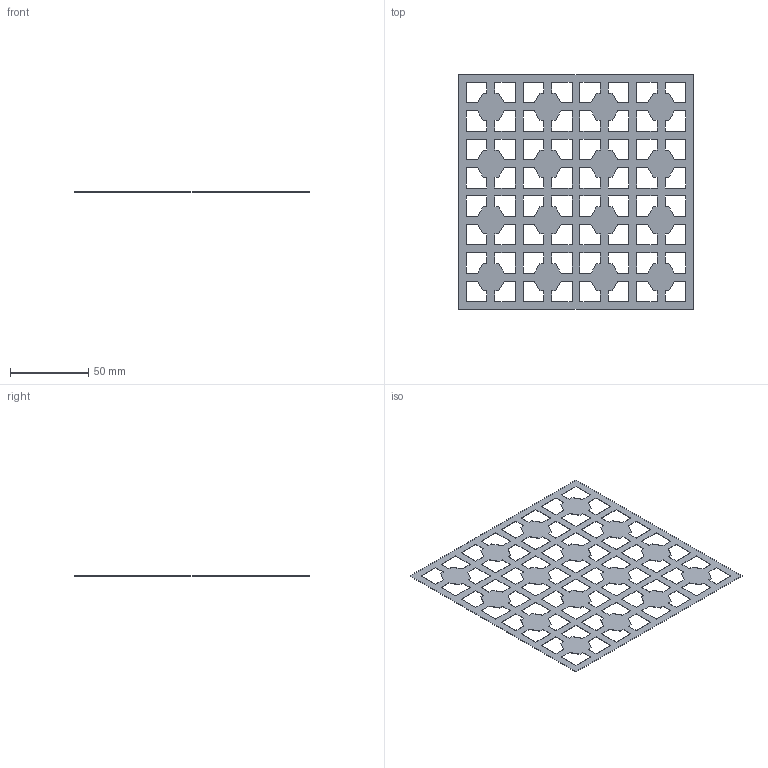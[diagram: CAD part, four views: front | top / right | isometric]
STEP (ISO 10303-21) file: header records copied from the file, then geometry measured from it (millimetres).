
FILE_DESCRIPTION(('Creo Elements/Direct Modeling STEP Export'),'2;1');
FILE_NAME('150x150-hex-16.stp','2023-03-01T20:08:10',(''),(''),'Creo Elements/Direct Modeling STEP processor for AP214 (Solid Model)','Creo Elements/Direct Modeling 20.3A 20-Jun-2020 (C) Parametric Technology GmbH','');
FILE_SCHEMA(('AUTOMOTIVE_DESIGN { 1 0 10303 214 1 1 1 1 }'));
Length unit declared in the file: millimetre
Products named in the file (2): 150x150-hex-16
Assembly tree (1 placements, depth 2):
  150x150-hex-16
    150x150-hex-16
Bounding box: 150 x 150 x 0.2 mm (x, y, z)
Volume: 2632.4 mm3; surface area: 27082.2 mm2
Topology: 1 solids, 1 shells, 390 faces, 1164 edges, 776 vertices
Faces by surface type: plane 390
Entity records: 13129 total; most frequent: CARTESIAN_POINT 2332, ORIENTED_EDGE 2328, DIRECTION 1948, VECTOR 1164, LINE 1164, EDGE_CURVE 1164, VERTEX_POINT 776, EDGE_LOOP 518
